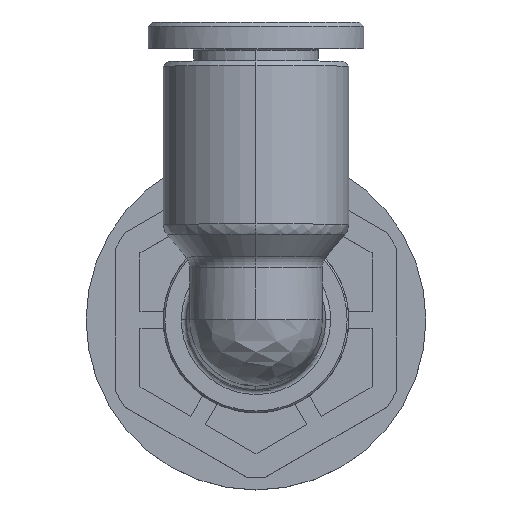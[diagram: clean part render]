
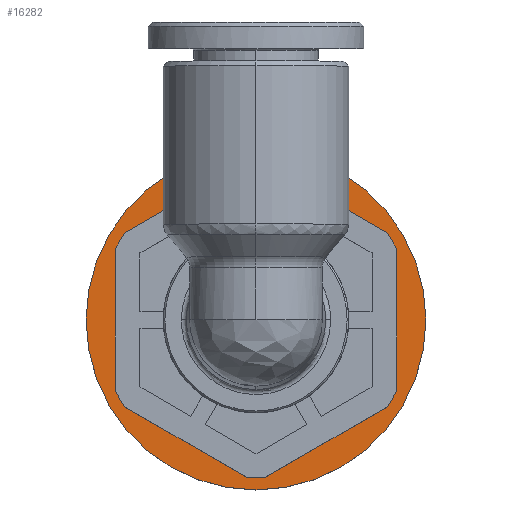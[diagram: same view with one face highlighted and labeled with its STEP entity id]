
A CAD part, top view. The second image highlights one B-rep face of the part: STEP entity #16282.
In plain terms, the highlighted planar face has unit normal (0, 0, 1).
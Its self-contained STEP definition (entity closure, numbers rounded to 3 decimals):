
#197 = CARTESIAN_POINT ( 'NONE',  ( 4.243, 8.5, 4.5 ) ) ;
#283 = CARTESIAN_POINT ( 'NONE',  ( 0., 0., 4.5 ) ) ;
#424 = CARTESIAN_POINT ( 'NONE',  ( -9.483, 0.576, 4.5 ) ) ;
#567 = CARTESIAN_POINT ( 'NONE',  ( -8.25, 0., 4.5 ) ) ;
#592 = ORIENTED_EDGE ( 'NONE', *, *, #7914, .F. ) ;
#609 = DIRECTION ( 'NONE',  ( 0., -1., 0. ) ) ;
#845 = CARTESIAN_POINT ( 'NONE',  ( 0., 0., 4.5 ) ) ;
#1057 = EDGE_CURVE ( 'NONE', #9679, #13810, #11128, .T. ) ;
#1255 = EDGE_CURVE ( 'NONE', #5765, #13810, #9556, .T. ) ;
#1511 = CARTESIAN_POINT ( 'NONE',  ( 9.483, 0.576, 4.5 ) ) ;
#1619 = LINE ( 'NONE', #7787, #7011 ) ;
#1727 = DIRECTION ( 'NONE',  ( 0., -1., 0. ) ) ;
#1797 = DIRECTION ( 'NONE',  ( 0., 0., 1. ) ) ;
#2032 = ORIENTED_EDGE ( 'NONE', *, *, #1057, .T. ) ;
#2286 = ORIENTED_EDGE ( 'NONE', *, *, #6507, .F. ) ;
#2651 = VECTOR ( 'NONE', #5425, 1000. ) ;
#2690 = CARTESIAN_POINT ( 'NONE',  ( -9.483, -0.576, 4.5 ) ) ;
#2752 = VERTEX_POINT ( 'NONE', #9344 ) ;
#3280 = CIRCLE ( 'NONE', #19314, 9.5 ) ;
#3306 = AXIS2_PLACEMENT_3D ( 'NONE', #3654, #16787, #7144 ) ;
#3654 = CARTESIAN_POINT ( 'NONE',  ( 0., 0., 4.5 ) ) ;
#3876 = AXIS2_PLACEMENT_3D ( 'NONE', #283, #18505, #11846 ) ;
#4144 = VECTOR ( 'NONE', #13359, 1000. ) ;
#4331 = ORIENTED_EDGE ( 'NONE', *, *, #9971, .T. ) ;
#4336 = DIRECTION ( 'NONE',  ( -0.5, 0.866, 0. ) ) ;
#4377 = AXIS2_PLACEMENT_3D ( 'NONE', #16266, #1797, #1727 ) ;
#4734 = DIRECTION ( 'NONE',  ( 0.5, -0.866, 0. ) ) ;
#5425 = DIRECTION ( 'NONE',  ( -0.5, -0.866, 0. ) ) ;
#5547 = FACE_OUTER_BOUND ( 'NONE', #5737, .T. ) ;
#5644 = PLANE ( 'NONE',  #17149 ) ;
#5709 = VERTEX_POINT ( 'NONE', #11670 ) ;
#5737 = EDGE_LOOP ( 'NONE', ( #14337, #15810 ) ) ;
#5765 = VERTEX_POINT ( 'NONE', #12025 ) ;
#5897 = ORIENTED_EDGE ( 'NONE', *, *, #20494, .F. ) ;
#5981 = CARTESIAN_POINT ( 'NONE',  ( -5.24, 7.924, 4.5 ) ) ;
#6009 = ORIENTED_EDGE ( 'NONE', *, *, #10569, .F. ) ;
#6466 = LINE ( 'NONE', #18794, #8781 ) ;
#6507 = EDGE_CURVE ( 'NONE', #9679, #18941, #3280, .T. ) ;
#6810 = VERTEX_POINT ( 'NONE', #2690 ) ;
#6825 = DIRECTION ( 'NONE',  ( 0., 0., 1. ) ) ;
#6901 = CIRCLE ( 'NONE', #3306, 10.25 ) ;
#6959 = VERTEX_POINT ( 'NONE', #5981 ) ;
#7011 = VECTOR ( 'NONE', #4336, 1000. ) ;
#7096 = ORIENTED_EDGE ( 'NONE', *, *, #18707, .T. ) ;
#7144 = DIRECTION ( 'NONE',  ( 1., 0., 0. ) ) ;
#7164 = ORIENTED_EDGE ( 'NONE', *, *, #9502, .T. ) ;
#7255 = VECTOR ( 'NONE', #20848, 1000. ) ;
#7266 = CARTESIAN_POINT ( 'NONE',  ( 0., 0., 4.5 ) ) ;
#7495 = DIRECTION ( 'NONE',  ( 0., 0., 1. ) ) ;
#7521 = VECTOR ( 'NONE', #4734, 1000. ) ;
#7787 = CARTESIAN_POINT ( 'NONE',  ( -5.24, -7.924, 4.5 ) ) ;
#7890 = VERTEX_POINT ( 'NONE', #424 ) ;
#7914 = EDGE_CURVE ( 'NONE', #17359, #19080, #11416, .T. ) ;
#8291 = CIRCLE ( 'NONE', #3876, 10.25 ) ;
#8488 = VERTEX_POINT ( 'NONE', #20984 ) ;
#8542 = EDGE_CURVE ( 'NONE', #8488, #6810, #1619, .T. ) ;
#8672 = CARTESIAN_POINT ( 'NONE',  ( 10.25, 0., 4.5 ) ) ;
#8781 = VECTOR ( 'NONE', #9527, 1000. ) ;
#8866 = EDGE_CURVE ( 'NONE', #2752, #15050, #8291, .T. ) ;
#8996 = CIRCLE ( 'NONE', #16377, 9.5 ) ;
#9308 = DIRECTION ( 'NONE',  ( 0., 0., 1. ) ) ;
#9344 = CARTESIAN_POINT ( 'NONE',  ( -10.25, 0., 4.5 ) ) ;
#9502 = EDGE_CURVE ( 'NONE', #7890, #6959, #18780, .T. ) ;
#9505 = CARTESIAN_POINT ( 'NONE',  ( -8.25, 8.5, 4.5 ) ) ;
#9527 = DIRECTION ( 'NONE',  ( -1., 0., 0. ) ) ;
#9556 = CIRCLE ( 'NONE', #11488, 9.5 ) ;
#9679 = VERTEX_POINT ( 'NONE', #11929 ) ;
#9683 = CARTESIAN_POINT ( 'NONE',  ( 5.24, 7.924, 4.5 ) ) ;
#9971 = EDGE_CURVE ( 'NONE', #5765, #19080, #19825, .T. ) ;
#10104 = ORIENTED_EDGE ( 'NONE', *, *, #1255, .F. ) ;
#10311 = CIRCLE ( 'NONE', #4377, 9.5 ) ;
#10456 = DIRECTION ( 'NONE',  ( 1., 0., 0. ) ) ;
#10569 = EDGE_CURVE ( 'NONE', #20877, #6959, #10311, .T. ) ;
#10675 = ORIENTED_EDGE ( 'NONE', *, *, #15469, .F. ) ;
#11128 = LINE ( 'NONE', #9683, #7521 ) ;
#11416 = CIRCLE ( 'NONE', #11474, 9.5 ) ;
#11474 = AXIS2_PLACEMENT_3D ( 'NONE', #20910, #7495, #12755 ) ;
#11488 = AXIS2_PLACEMENT_3D ( 'NONE', #845, #20493, #20432 ) ;
#11670 = CARTESIAN_POINT ( 'NONE',  ( -4.243, -8.5, 4.5 ) ) ;
#11749 = CIRCLE ( 'NONE', #15076, 9.5 ) ;
#11808 = EDGE_CURVE ( 'NONE', #15050, #2752, #6901, .T. ) ;
#11846 = DIRECTION ( 'NONE',  ( 1., 0., 0. ) ) ;
#11929 = CARTESIAN_POINT ( 'NONE',  ( 5.24, 7.924, 4.5 ) ) ;
#11990 = FACE_BOUND ( 'NONE', #12447, .T. ) ;
#12025 = CARTESIAN_POINT ( 'NONE',  ( 9.483, -0.576, 4.5 ) ) ;
#12447 = EDGE_LOOP ( 'NONE', ( #592, #7096, #10675, #18553, #5897, #7164, #6009, #19440, #2286, #2032, #10104, #4331 ) ) ;
#12755 = DIRECTION ( 'NONE',  ( 0., -1., 0. ) ) ;
#13260 = CARTESIAN_POINT ( 'NONE',  ( 9.483, -0.576, 4.5 ) ) ;
#13359 = DIRECTION ( 'NONE',  ( 0.5, 0.866, 0. ) ) ;
#13412 = CARTESIAN_POINT ( 'NONE',  ( 4.243, -8.5, 4.5 ) ) ;
#13810 = VERTEX_POINT ( 'NONE', #1511 ) ;
#14053 = DIRECTION ( 'NONE',  ( 0., -1., 0. ) ) ;
#14337 = ORIENTED_EDGE ( 'NONE', *, *, #11808, .F. ) ;
#15050 = VERTEX_POINT ( 'NONE', #8672 ) ;
#15076 = AXIS2_PLACEMENT_3D ( 'NONE', #20088, #6825, #16600 ) ;
#15469 = EDGE_CURVE ( 'NONE', #8488, #5709, #11749, .T. ) ;
#15810 = ORIENTED_EDGE ( 'NONE', *, *, #8866, .F. ) ;
#16266 = CARTESIAN_POINT ( 'NONE',  ( 0., 0., 4.5 ) ) ;
#16282 = ADVANCED_FACE ( 'NONE', ( #11990, #5547 ), #5644, .T. ) ;
#16377 = AXIS2_PLACEMENT_3D ( 'NONE', #7266, #18537, #609 ) ;
#16524 = CARTESIAN_POINT ( 'NONE',  ( -4.243, 8.5, 4.5 ) ) ;
#16600 = DIRECTION ( 'NONE',  ( 0., -1., 0. ) ) ;
#16787 = DIRECTION ( 'NONE',  ( 0., 0., -1. ) ) ;
#17149 = AXIS2_PLACEMENT_3D ( 'NONE', #567, #18638, #10456 ) ;
#17359 = VERTEX_POINT ( 'NONE', #13412 ) ;
#18315 = LINE ( 'NONE', #9505, #7255 ) ;
#18505 = DIRECTION ( 'NONE',  ( 0., 0., -1. ) ) ;
#18537 = DIRECTION ( 'NONE',  ( 0., 0., 1. ) ) ;
#18553 = ORIENTED_EDGE ( 'NONE', *, *, #8542, .T. ) ;
#18638 = DIRECTION ( 'NONE',  ( 0., 0., 1. ) ) ;
#18707 = EDGE_CURVE ( 'NONE', #17359, #5709, #6466, .T. ) ;
#18780 = LINE ( 'NONE', #19929, #4144 ) ;
#18794 = CARTESIAN_POINT ( 'NONE',  ( -8.25, -8.5, 4.5 ) ) ;
#18941 = VERTEX_POINT ( 'NONE', #197 ) ;
#19075 = CARTESIAN_POINT ( 'NONE',  ( 0., 0., 4.5 ) ) ;
#19080 = VERTEX_POINT ( 'NONE', #20350 ) ;
#19314 = AXIS2_PLACEMENT_3D ( 'NONE', #19075, #9308, #14053 ) ;
#19440 = ORIENTED_EDGE ( 'NONE', *, *, #20085, .T. ) ;
#19825 = LINE ( 'NONE', #13260, #2651 ) ;
#19929 = CARTESIAN_POINT ( 'NONE',  ( -9.483, 0.576, 4.5 ) ) ;
#20085 = EDGE_CURVE ( 'NONE', #20877, #18941, #18315, .T. ) ;
#20088 = CARTESIAN_POINT ( 'NONE',  ( 0., 0., 4.5 ) ) ;
#20350 = CARTESIAN_POINT ( 'NONE',  ( 5.24, -7.924, 4.5 ) ) ;
#20432 = DIRECTION ( 'NONE',  ( 0., -1., 0. ) ) ;
#20493 = DIRECTION ( 'NONE',  ( 0., 0., 1. ) ) ;
#20494 = EDGE_CURVE ( 'NONE', #7890, #6810, #8996, .T. ) ;
#20848 = DIRECTION ( 'NONE',  ( 1., 0., 0. ) ) ;
#20877 = VERTEX_POINT ( 'NONE', #16524 ) ;
#20910 = CARTESIAN_POINT ( 'NONE',  ( 0., 0., 4.5 ) ) ;
#20984 = CARTESIAN_POINT ( 'NONE',  ( -5.24, -7.924, 4.5 ) ) ;
